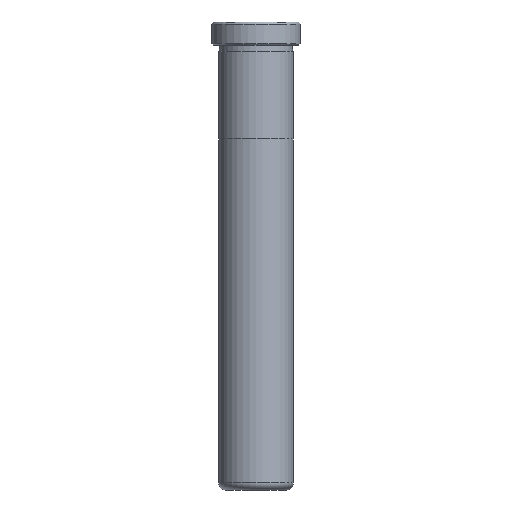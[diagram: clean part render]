
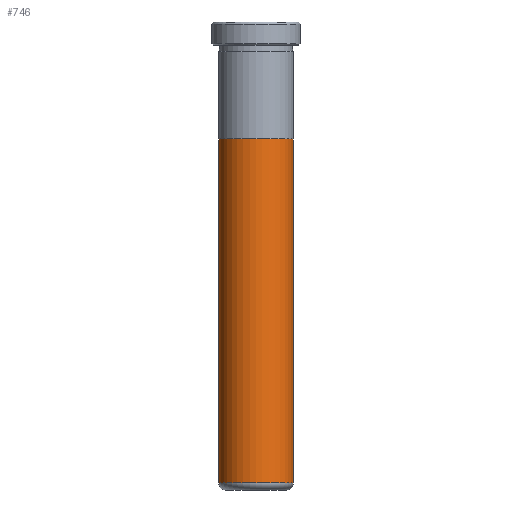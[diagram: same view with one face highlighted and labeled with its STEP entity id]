
A CAD part, front view. The second image highlights one B-rep face of the part: STEP entity #746.
In plain terms, the highlighted cylindrical face has radius 7.995 mm (diameter 15.99 mm), a partial arc.
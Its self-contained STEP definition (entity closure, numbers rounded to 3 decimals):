
#19 = CARTESIAN_POINT ( 'NONE',  ( 0., 0., 95. ) ) ;
#84 = VERTEX_POINT ( 'NONE', #1421 ) ;
#155 = EDGE_CURVE ( 'NONE', #84, #1340, #750, .T. ) ;
#223 = EDGE_CURVE ( 'NONE', #1340, #489, #1240, .T. ) ;
#236 = EDGE_CURVE ( 'NONE', #547, #489, #642, .T. ) ;
#282 = EDGE_CURVE ( 'NONE', #84, #547, #872, .T. ) ;
#430 = DIRECTION ( 'NONE',  ( 1., 0., 0. ) ) ;
#445 = CARTESIAN_POINT ( 'NONE',  ( 7.995, 0., 95. ) ) ;
#489 = VERTEX_POINT ( 'NONE', #1148 ) ;
#525 = VECTOR ( 'NONE', #1102, 1000. ) ;
#547 = VERTEX_POINT ( 'NONE', #596 ) ;
#576 = DIRECTION ( 'NONE',  ( 0., 0., 1. ) ) ;
#583 = DIRECTION ( 'NONE',  ( 0., 0., 1. ) ) ;
#590 = ORIENTED_EDGE ( 'NONE', *, *, #236, .T. ) ;
#596 = CARTESIAN_POINT ( 'NONE',  ( -7.995, 0., 1.5 ) ) ;
#600 = CARTESIAN_POINT ( 'NONE',  ( 0., 0., 75. ) ) ;
#642 = CIRCLE ( 'NONE', #1031, 7.995 ) ;
#655 = AXIS2_PLACEMENT_3D ( 'NONE', #19, #847, #1415 ) ;
#733 = DIRECTION ( 'NONE',  ( 0., 0., -1. ) ) ;
#746 = ADVANCED_FACE ( 'NONE', ( #1061 ), #1256, .T. ) ;
#748 = CARTESIAN_POINT ( 'NONE',  ( 0., 0., 1.5 ) ) ;
#750 = CIRCLE ( 'NONE', #1449, 7.995 ) ;
#837 = ORIENTED_EDGE ( 'NONE', *, *, #223, .F. ) ;
#847 = DIRECTION ( 'NONE',  ( 0., 0., -1. ) ) ;
#872 = LINE ( 'NONE', #1447, #525 ) ;
#1031 = AXIS2_PLACEMENT_3D ( 'NONE', #748, #583, #1202 ) ;
#1061 = FACE_OUTER_BOUND ( 'NONE', #1227, .T. ) ;
#1068 = CARTESIAN_POINT ( 'NONE',  ( 7.995, 0., 75. ) ) ;
#1077 = ORIENTED_EDGE ( 'NONE', *, *, #155, .F. ) ;
#1102 = DIRECTION ( 'NONE',  ( 0., 0., -1. ) ) ;
#1148 = CARTESIAN_POINT ( 'NONE',  ( 7.995, 0., 1.5 ) ) ;
#1202 = DIRECTION ( 'NONE',  ( 1., 0., 0. ) ) ;
#1227 = EDGE_LOOP ( 'NONE', ( #837, #1077, #1374, #590 ) ) ;
#1240 = LINE ( 'NONE', #445, #1501 ) ;
#1256 = CYLINDRICAL_SURFACE ( 'NONE', #655, 7.995 ) ;
#1340 = VERTEX_POINT ( 'NONE', #1068 ) ;
#1374 = ORIENTED_EDGE ( 'NONE', *, *, #282, .T. ) ;
#1415 = DIRECTION ( 'NONE',  ( -1., 0., 0. ) ) ;
#1421 = CARTESIAN_POINT ( 'NONE',  ( -7.995, 0., 75. ) ) ;
#1447 = CARTESIAN_POINT ( 'NONE',  ( -7.995, 0., 95. ) ) ;
#1449 = AXIS2_PLACEMENT_3D ( 'NONE', #600, #576, #430 ) ;
#1501 = VECTOR ( 'NONE', #733, 1000. ) ;
